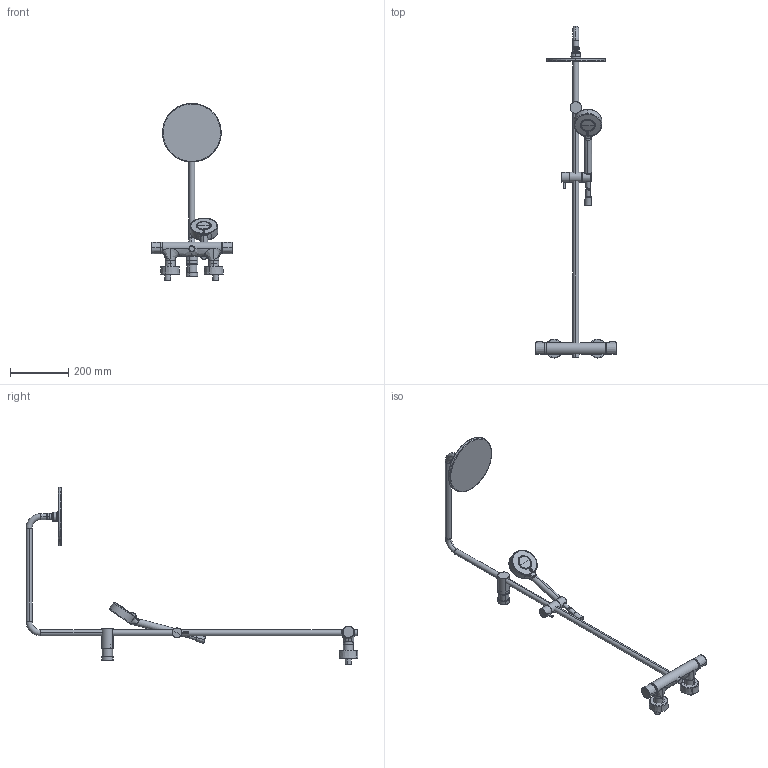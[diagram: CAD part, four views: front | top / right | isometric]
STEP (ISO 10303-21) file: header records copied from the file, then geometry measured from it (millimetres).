
FILE_DESCRIPTION (( 'STEP AP203' ), '1' );
FILE_NAME ('58099103(2021).STEP', '2021-06-01T05:20:02', ( '' ), ( '' ), 'SwSTEP 2.0', 'SolidWorks 2016', '' );
FILE_SCHEMA (( 'CONFIG_CONTROL_DESIGN' ));
Products named in the file (1): 58099103(2021)
Bounding box: 279.26 x 1142.88 x 610.7 mm (x, y, z)
Volume: 2002922.7 mm3; surface area: 363796.8 mm2
Topology: 21 solids, 21 shells, 595 faces, 1375 edges, 828 vertices
Faces by surface type: bspline 191, cylinder 171, plane 113, torus 57, cone 44, sphere 19
Entity records: 34931 total; most frequent: CARTESIAN_POINT 22999, ORIENTED_EDGE 2686, DIRECTION 2092, EDGE_CURVE 1343, AXIS2_PLACEMENT_3D 893, VERTEX_POINT 816, EDGE_LOOP 619, FACE_OUTER_BOUND 594
